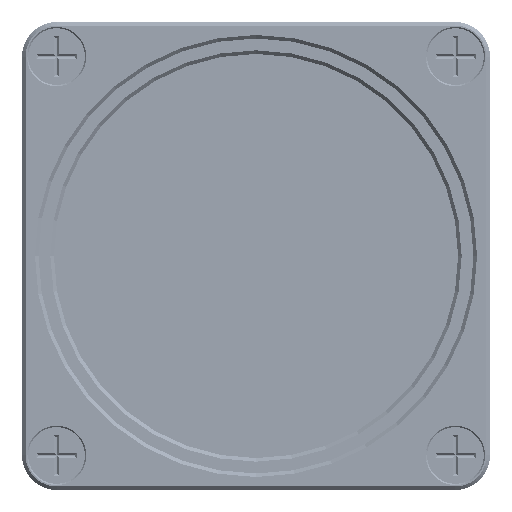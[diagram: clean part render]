
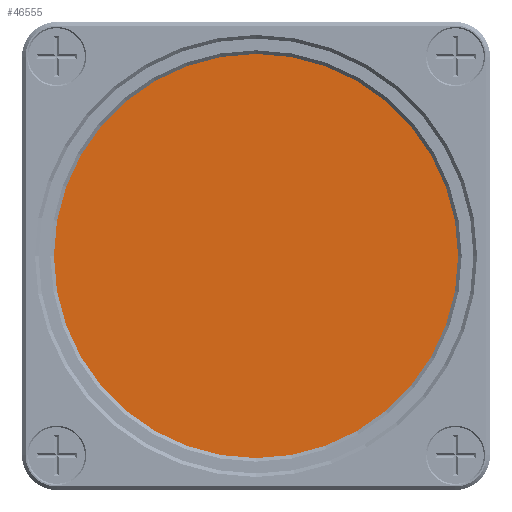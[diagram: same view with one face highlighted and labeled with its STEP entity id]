
A CAD part, front view. The second image highlights one B-rep face of the part: STEP entity #46555.
In plain terms, the highlighted face is planar.
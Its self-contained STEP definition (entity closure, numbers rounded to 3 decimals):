
#33589=PLANE('',#140617);
#39631=FACE_OUTER_BOUND('',#56699,.T.);
#46555=ADVANCED_FACE('',(#39631),#33589,.F.);
#56699=EDGE_LOOP('',(#80535));
#80535=ORIENTED_EDGE('',*,*,#120919,.F.);
#105032=VERTEX_POINT('',#205215);
#120919=EDGE_CURVE('',#105032,#105032,#132587,.T.);
#132587=CIRCLE('',#140614,12.5);
#140614=AXIS2_PLACEMENT_3D('',#205214,#165336,#165337);
#140617=AXIS2_PLACEMENT_3D('',#205218,#165342,#165343);
#165336=DIRECTION('',(0.,0.,1.));
#165337=DIRECTION('',(1.,0.,0.));
#165342=DIRECTION('',(0.,0.,1.));
#165343=DIRECTION('',(1.,0.,0.));
#205214=CARTESIAN_POINT('',(0.,0.,0.));
#205215=CARTESIAN_POINT('',(12.5,0.,0.));
#205218=CARTESIAN_POINT('',(0.,0.,0.));
